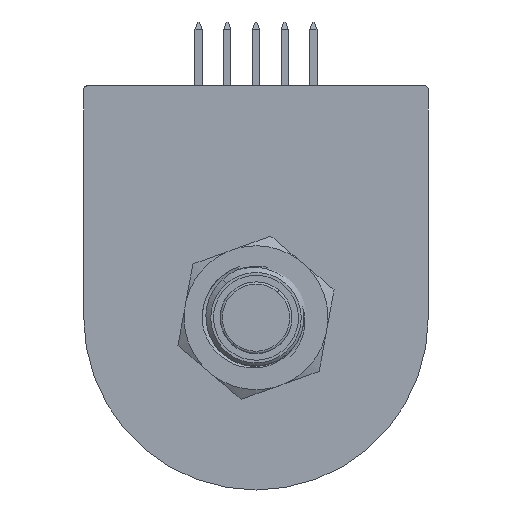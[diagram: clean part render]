
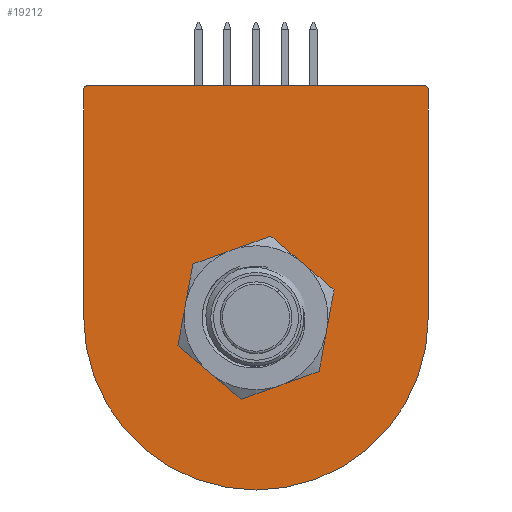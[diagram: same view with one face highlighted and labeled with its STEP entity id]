
A CAD part, front view. The second image highlights one B-rep face of the part: STEP entity #19212.
In plain terms, the highlighted planar face has unit normal (0, -1, 0).
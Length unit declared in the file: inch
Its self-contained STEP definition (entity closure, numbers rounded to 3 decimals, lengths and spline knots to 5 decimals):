
#893 = CARTESIAN_POINT ( 'NONE',  ( 0.5844, 0., 0.809 ) ) ;
#991 = AXIS2_PLACEMENT_3D ( 'NONE', #34382, #4145, #26166 ) ;
#3238 = CARTESIAN_POINT ( 'NONE',  ( -0.6, 0., 0.7934 ) ) ;
#3337 = CARTESIAN_POINT ( 'NONE',  ( -0.6, 0., 0.7934 ) ) ;
#3573 = LINE ( 'NONE', #27918, #27945 ) ;
#3742 = ORIENTED_EDGE ( 'NONE', *, *, #21610, .F. ) ;
#3872 = CARTESIAN_POINT ( 'NONE',  ( 0., 0., -0.1875 ) ) ;
#4036 = CARTESIAN_POINT ( 'NONE',  ( 0.6, 0., 0.809 ) ) ;
#4145 = DIRECTION ( 'NONE',  ( 0., -1., 0. ) ) ;
#4471 = DIRECTION ( 'NONE',  ( 0., 0., 1. ) ) ;
#4736 = CARTESIAN_POINT ( 'NONE',  ( 0.6, 0., 0.80254 ) ) ;
#4860 = ORIENTED_EDGE ( 'NONE', *, *, #30546, .F. ) ;
#5620 = CARTESIAN_POINT ( 'NONE',  ( -0.5844, 0., 0.809 ) ) ;
#6074 = CARTESIAN_POINT ( 'NONE',  ( -0.5844, 0., 0.809 ) ) ;
#6112 = VERTEX_POINT ( 'NONE', #3238 ) ;
#6135 = CARTESIAN_POINT ( 'NONE',  ( -0.6, 0., 0. ) ) ;
#6224 = EDGE_CURVE ( 'NONE', #32127, #6894, #14794, .T. ) ;
#6246 = CARTESIAN_POINT ( 'NONE',  ( 0.6, 0., 0.7934 ) ) ;
#6394 = AXIS2_PLACEMENT_3D ( 'NONE', #20539, #26033, #28869 ) ;
#6894 = VERTEX_POINT ( 'NONE', #3872 ) ;
#7383 = CARTESIAN_POINT ( 'NONE',  ( 0., 0., 0. ) ) ;
#7666 = ORIENTED_EDGE ( 'NONE', *, *, #8028, .T. ) ;
#7978 = EDGE_CURVE ( 'NONE', #31322, #6112, #13538, .T. ) ;
#8028 = EDGE_CURVE ( 'NONE', #11738, #31377, #15660, .T. ) ;
#8247 = CARTESIAN_POINT ( 'NONE',  ( -0.6, 0., 0.80254 ) ) ;
#9812 = AXIS2_PLACEMENT_3D ( 'NONE', #7383, #28982, #15805 ) ;
#10326 = CARTESIAN_POINT ( 'NONE',  ( -0.6, 0., 0. ) ) ;
#10857 = CARTESIAN_POINT ( 'NONE',  ( 0.6, 0., 0.7934 ) ) ;
#11738 = VERTEX_POINT ( 'NONE', #6246 ) ;
#12916 =( BOUNDED_CURVE ( )  B_SPLINE_CURVE ( 3, ( #6074, #17018, #8247, #3337 ),
 .UNSPECIFIED., .F., .F. ) 
 B_SPLINE_CURVE_WITH_KNOTS ( ( 4, 4 ),
 ( 5.49916, 7.06721 ),
 .UNSPECIFIED. ) 
 CURVE ( )  GEOMETRIC_REPRESENTATION_ITEM ( )  RATIONAL_B_SPLINE_CURVE ( ( 1., 0.805, 0.805, 1. ) ) 
 REPRESENTATION_ITEM ( '' )  );
#13110 = EDGE_CURVE ( 'NONE', #11738, #31894, #15561, .T. ) ;
#13538 = LINE ( 'NONE', #10326, #30203 ) ;
#14794 = CIRCLE ( 'NONE', #991, 0.1875 ) ;
#15279 = PLANE ( 'NONE',  #27934 ) ;
#15380 = DIRECTION ( 'NONE',  ( 0., 0., -1. ) ) ;
#15561 = LINE ( 'NONE', #4036, #22329 ) ;
#15660 =( BOUNDED_CURVE ( )  B_SPLINE_CURVE ( 3, ( #10857, #4736, #26556, #34607 ),
 .UNSPECIFIED., .F., .F. ) 
 B_SPLINE_CURVE_WITH_KNOTS ( ( 4, 4 ),
 ( 5.49916, 7.06721 ),
 .UNSPECIFIED. ) 
 CURVE ( )  GEOMETRIC_REPRESENTATION_ITEM ( )  RATIONAL_B_SPLINE_CURVE ( ( 1., 0.805, 0.805, 1. ) ) 
 REPRESENTATION_ITEM ( '' )  );
#15799 = FACE_BOUND ( 'NONE', #26191, .T. ) ;
#15805 = DIRECTION ( 'NONE',  ( 0., 0., 1. ) ) ;
#17018 = CARTESIAN_POINT ( 'NONE',  ( -0.59354, 0., 0.809 ) ) ;
#17955 = VERTEX_POINT ( 'NONE', #5620 ) ;
#19212 = ADVANCED_FACE ( 'NONE', ( #15799, #31309 ), #15279, .F. ) ;
#19444 = ORIENTED_EDGE ( 'NONE', *, *, #13110, .F. ) ;
#20040 = EDGE_CURVE ( 'NONE', #31894, #31322, #30876, .T. ) ;
#20128 = DIRECTION ( 'NONE',  ( 1., 0., 0. ) ) ;
#20539 = CARTESIAN_POINT ( 'NONE',  ( 0., 0., 0. ) ) ;
#21064 = DIRECTION ( 'NONE',  ( 0., 0., 1. ) ) ;
#21116 = ORIENTED_EDGE ( 'NONE', *, *, #7978, .F. ) ;
#21303 = EDGE_LOOP ( 'NONE', ( #4860, #22260, #21116, #26519, #19444, #7666 ) ) ;
#21610 = EDGE_CURVE ( 'NONE', #6894, #32127, #32673, .T. ) ;
#22179 = CARTESIAN_POINT ( 'NONE',  ( 0.6, 0., 0. ) ) ;
#22260 = ORIENTED_EDGE ( 'NONE', *, *, #32542, .T. ) ;
#22329 = VECTOR ( 'NONE', #15380, 39.37008 ) ;
#26033 = DIRECTION ( 'NONE',  ( 0., -1., 0. ) ) ;
#26133 = DIRECTION ( 'NONE',  ( 0., 1., 0. ) ) ;
#26166 = DIRECTION ( 'NONE',  ( 0., 0., -1. ) ) ;
#26191 = EDGE_LOOP ( 'NONE', ( #3742, #30048 ) ) ;
#26519 = ORIENTED_EDGE ( 'NONE', *, *, #20040, .F. ) ;
#26556 = CARTESIAN_POINT ( 'NONE',  ( 0.59354, 0., 0.809 ) ) ;
#27918 = CARTESIAN_POINT ( 'NONE',  ( -0.6, 0., 0.809 ) ) ;
#27934 = AXIS2_PLACEMENT_3D ( 'NONE', #34704, #26133, #4471 ) ;
#27945 = VECTOR ( 'NONE', #20128, 39.37008 ) ;
#28869 = DIRECTION ( 'NONE',  ( 0., 0., -1. ) ) ;
#28982 = DIRECTION ( 'NONE',  ( 0., 1., 0. ) ) ;
#30048 = ORIENTED_EDGE ( 'NONE', *, *, #6224, .F. ) ;
#30203 = VECTOR ( 'NONE', #21064, 39.37008 ) ;
#30546 = EDGE_CURVE ( 'NONE', #17955, #31377, #3573, .T. ) ;
#30876 = CIRCLE ( 'NONE', #9812, 0.6 ) ;
#31309 = FACE_OUTER_BOUND ( 'NONE', #21303, .T. ) ;
#31322 = VERTEX_POINT ( 'NONE', #6135 ) ;
#31377 = VERTEX_POINT ( 'NONE', #893 ) ;
#31607 = CARTESIAN_POINT ( 'NONE',  ( 0., 0., 0.1875 ) ) ;
#31894 = VERTEX_POINT ( 'NONE', #22179 ) ;
#32127 = VERTEX_POINT ( 'NONE', #31607 ) ;
#32542 = EDGE_CURVE ( 'NONE', #17955, #6112, #12916, .T. ) ;
#32673 = CIRCLE ( 'NONE', #6394, 0.1875 ) ;
#34382 = CARTESIAN_POINT ( 'NONE',  ( 0., 0., 0. ) ) ;
#34607 = CARTESIAN_POINT ( 'NONE',  ( 0.5844, 0., 0.809 ) ) ;
#34704 = CARTESIAN_POINT ( 'NONE',  ( 0., 0., 0. ) ) ;
